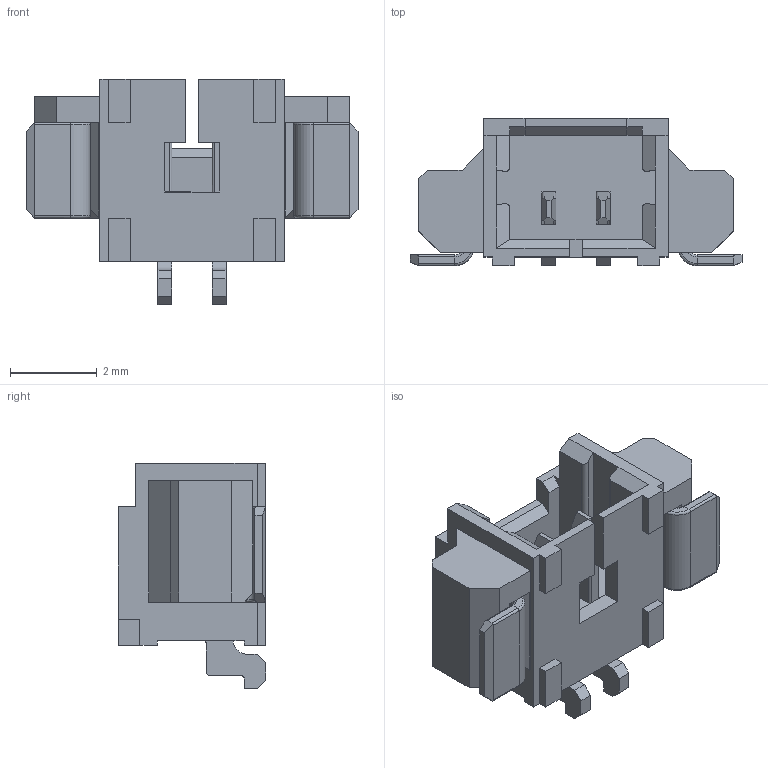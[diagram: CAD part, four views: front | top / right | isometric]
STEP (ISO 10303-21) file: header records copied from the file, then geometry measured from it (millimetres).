
FILE_DESCRIPTION (( 'STEP AP214' ), '1' );
FILE_NAME ('0532610271.STEP', '2022-04-12T22:17:26', ( '' ), ( '' ), 'SwSTEP 2.0', 'SolidWorks 2017', '' );
FILE_SCHEMA (( 'AUTOMOTIVE_DESIGN' ));
Length unit declared in the file: millimetre
Products named in the file (1): 0532610271
Bounding box: 7.65 x 3.4 x 5.2 mm (x, y, z)
Volume: 48 mm3; surface area: 213.1 mm2
Topology: 5 solids, 5 shells, 371 faces, 967 edges, 608 vertices
Faces by surface type: plane 273, cylinder 74, torus 24
Entity records: 11185 total; most frequent: CARTESIAN_POINT 2073, ORIENTED_EDGE 1934, DIRECTION 1795, EDGE_CURVE 967, VECTOR 799, LINE 799, VERTEX_POINT 608, AXIS2_PLACEMENT_3D 498
